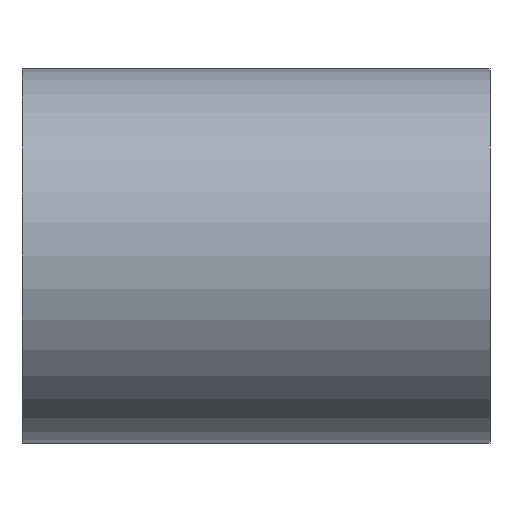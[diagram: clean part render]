
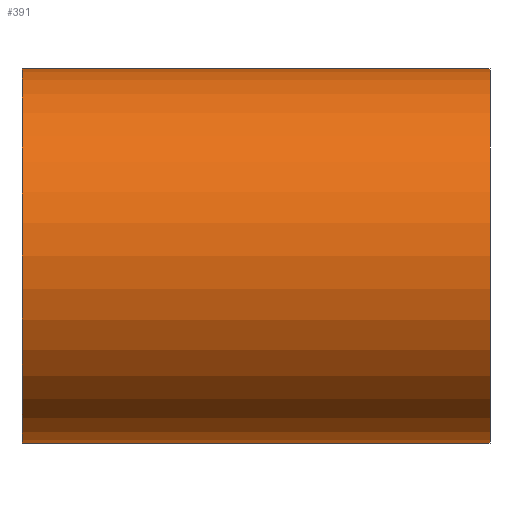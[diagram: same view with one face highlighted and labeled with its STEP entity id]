
A CAD part, front view. The second image highlights one B-rep face of the part: STEP entity #391.
In plain terms, the highlighted cylindrical face has radius 4 mm (diameter 8 mm), a partial arc.
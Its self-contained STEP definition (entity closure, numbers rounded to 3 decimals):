
#28 = EDGE_LOOP ( 'NONE', ( #488, #407, #168, #456 ) ) ;
#41 = DIRECTION ( 'NONE',  ( 0., 0., 1. ) ) ;
#68 = CARTESIAN_POINT ( 'NONE',  ( -5., -10., -4. ) ) ;
#70 = CARTESIAN_POINT ( 'NONE',  ( -5., -10., 4. ) ) ;
#84 = CARTESIAN_POINT ( 'NONE',  ( 5., -10., 0. ) ) ;
#97 = DIRECTION ( 'NONE',  ( -1., 0., 0. ) ) ;
#168 = ORIENTED_EDGE ( 'NONE', *, *, #778, .T. ) ;
#179 = DIRECTION ( 'NONE',  ( 0., 0., 1. ) ) ;
#180 = CARTESIAN_POINT ( 'NONE',  ( -5., -10., 0. ) ) ;
#181 = DIRECTION ( 'NONE',  ( -1., 0., 0. ) ) ;
#238 = DIRECTION ( 'NONE',  ( -1., 0., 0. ) ) ;
#243 = CARTESIAN_POINT ( 'NONE',  ( 5., -10., 0. ) ) ;
#248 = DIRECTION ( 'NONE',  ( 0., 0., 1. ) ) ;
#254 = VERTEX_POINT ( 'NONE', #390 ) ;
#259 = VERTEX_POINT ( 'NONE', #475 ) ;
#282 = CARTESIAN_POINT ( 'NONE',  ( 5., -10., -4. ) ) ;
#285 = FACE_OUTER_BOUND ( 'NONE', #28, .T. ) ;
#289 = VECTOR ( 'NONE', #706, 1000. ) ;
#332 = LINE ( 'NONE', #724, #289 ) ;
#344 = CIRCLE ( 'NONE', #641, 4. ) ;
#353 = LINE ( 'NONE', #282, #426 ) ;
#390 = CARTESIAN_POINT ( 'NONE',  ( 5., -10., 4. ) ) ;
#391 = ADVANCED_FACE ( 'NONE', ( #285 ), #463, .T. ) ;
#407 = ORIENTED_EDGE ( 'NONE', *, *, #684, .T. ) ;
#426 = VECTOR ( 'NONE', #714, 1000. ) ;
#456 = ORIENTED_EDGE ( 'NONE', *, *, #732, .F. ) ;
#463 = CYLINDRICAL_SURFACE ( 'NONE', #664, 4. ) ;
#475 = CARTESIAN_POINT ( 'NONE',  ( 5., -10., -4. ) ) ;
#488 = ORIENTED_EDGE ( 'NONE', *, *, #816, .F. ) ;
#517 = VERTEX_POINT ( 'NONE', #70 ) ;
#559 = VERTEX_POINT ( 'NONE', #68 ) ;
#609 = CIRCLE ( 'NONE', #642, 4. ) ;
#641 = AXIS2_PLACEMENT_3D ( 'NONE', #180, #181, #179 ) ;
#642 = AXIS2_PLACEMENT_3D ( 'NONE', #84, #97, #41 ) ;
#664 = AXIS2_PLACEMENT_3D ( 'NONE', #243, #238, #248 ) ;
#684 = EDGE_CURVE ( 'NONE', #259, #254, #609, .T. ) ;
#706 = DIRECTION ( 'NONE',  ( -1., 0., 0. ) ) ;
#714 = DIRECTION ( 'NONE',  ( -1., 0., 0. ) ) ;
#724 = CARTESIAN_POINT ( 'NONE',  ( 5., -10., 4. ) ) ;
#732 = EDGE_CURVE ( 'NONE', #559, #517, #344, .T. ) ;
#778 = EDGE_CURVE ( 'NONE', #254, #517, #332, .T. ) ;
#816 = EDGE_CURVE ( 'NONE', #259, #559, #353, .T. ) ;
